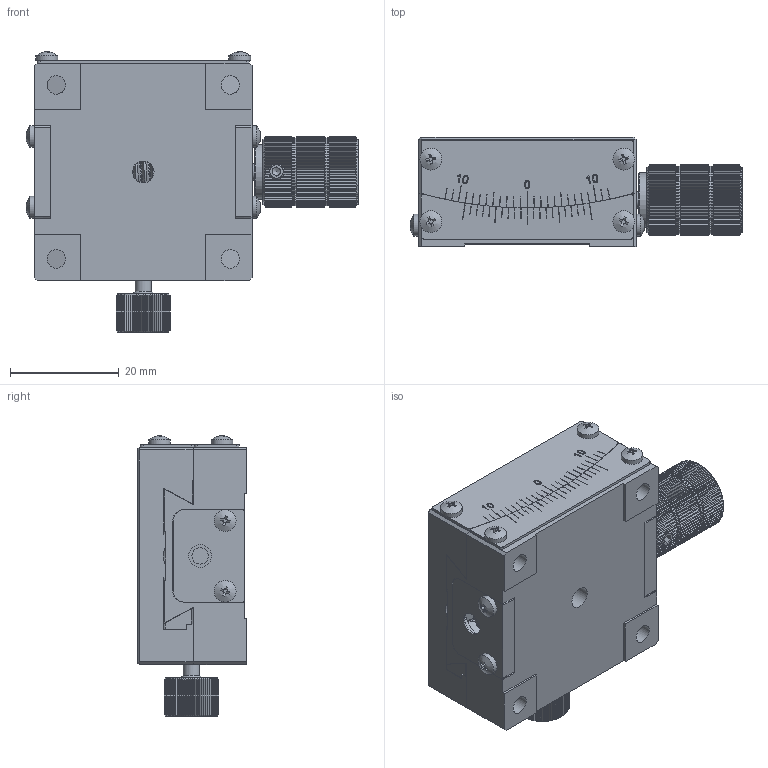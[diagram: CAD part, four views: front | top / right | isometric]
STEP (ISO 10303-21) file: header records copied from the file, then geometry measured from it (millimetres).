
FILE_DESCRIPTION (( 'STEP AP203' ), '1' );
FILE_NAME ('528937.STEP', '2024-11-12T09:37:57', ( 'Windows User' ), ( 'P R C' ), 'SwSTEP 2.0', 'SolidWorks 2020', '' );
FILE_SCHEMA (( 'CONFIG_CONTROL_DESIGN' ));
Length unit declared in the file: millimetre
Products named in the file (1): 528937
Bounding box: 61.08 x 20 x 51.53 mm (x, y, z)
Volume: 31349.4 mm3; surface area: 20527.1 mm2
Topology: 19 solids, 19 shells, 1955 faces, 5092 edges, 3202 vertices
Faces by surface type: plane 1032, cylinder 580, cone 313, bspline 30
Full cylindrical faces by diameter (mm): 1.6 x12, 2 x8, 2.1 x5, 2.5 x9, 3 x4, 3.4 x4, 4 x11, 4.2 x2, 6 x4, 6.3 x2, 8.5 x2, 10 x1
Entity records: 66149 total; most frequent: CARTESIAN_POINT 19438, ORIENTED_EDGE 9938, DIRECTION 9484, EDGE_CURVE 4969, AXIS2_PLACEMENT_3D 3457, VERTEX_POINT 3166, LINE 2570, VECTOR 2570
